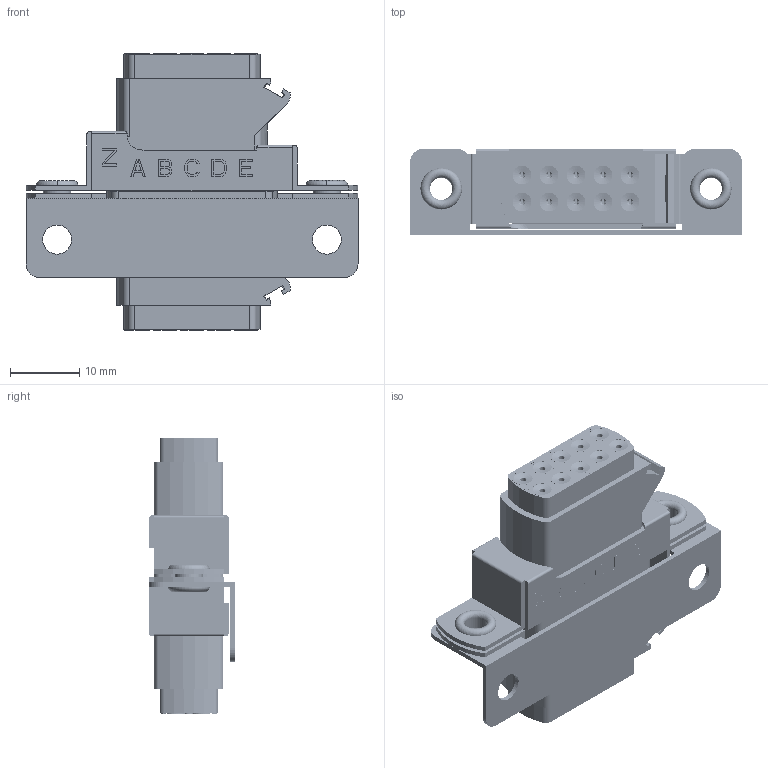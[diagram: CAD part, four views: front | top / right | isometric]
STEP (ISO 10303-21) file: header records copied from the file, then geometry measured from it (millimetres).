
FILE_DESCRIPTION((''),'2;1');
FILE_NAME('00114521202Z_','2020-09-15T',('presta_be4'),(''),'CREO PARAMETRIC BY PTC INC, 2018360','CREO PARAMETRIC BY PTC INC, 2018360','');
FILE_SCHEMA(('CONFIG_CONTROL_DESIGN'));
Products named in the file (1): 00114521202Z_
Bounding box: 48 x 12.5 x 39.93 mm (x, y, z)
Volume: 7584.9 mm3; surface area: 15710.1 mm2
Topology: 46 solids, 46 shells, 3996 faces, 10373 edges, 6619 vertices
Faces by surface type: plane 2110, cylinder 740, torus 586, cone 480, bspline 80
Entity records: 130417 total; most frequent: CARTESIAN_POINT 30838, DIRECTION 21273, ORIENTED_EDGE 20746, EDGE_CURVE 10373, AXIS2_PLACEMENT_3D 7934, VERTEX_POINT 6619, VECTOR 5405, LINE 5405
